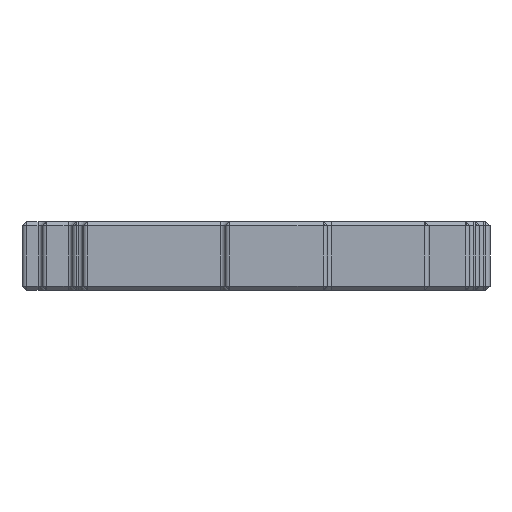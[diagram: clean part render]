
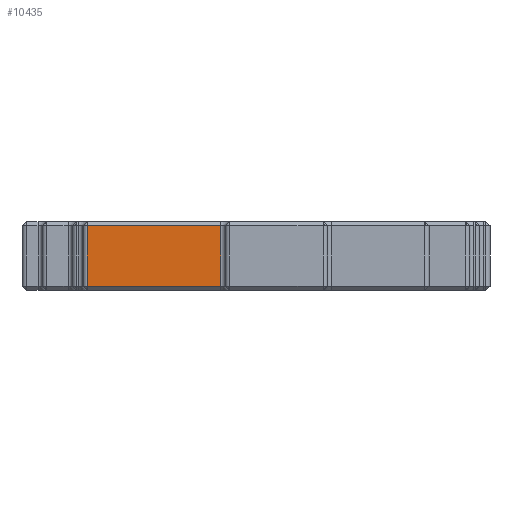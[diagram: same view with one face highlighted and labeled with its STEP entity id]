
A CAD part, left-side view. The second image highlights one B-rep face of the part: STEP entity #10435.
In plain terms, the highlighted planar face has unit normal (-1, 0, 0).
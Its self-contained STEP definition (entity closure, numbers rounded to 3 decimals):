
#986=FACE_OUTER_BOUND('',#1575,.T.);
#1575=EDGE_LOOP('',(#7361,#7362,#7363,#7364));
#2289=LINE('',#15708,#3386);
#2334=LINE('',#15834,#3431);
#2335=LINE('',#15838,#3432);
#2336=LINE('',#15839,#3433);
#3386=VECTOR('',#12478,10.);
#3431=VECTOR('',#12623,10.);
#3432=VECTOR('',#12628,10.);
#3433=VECTOR('',#12629,10.);
#4455=VERTEX_POINT('',#15702);
#4457=VERTEX_POINT('',#15706);
#4488=VERTEX_POINT('',#15833);
#4489=VERTEX_POINT('',#15837);
#5538=EDGE_CURVE('',#4457,#4455,#2289,.T.);
#5601=EDGE_CURVE('',#4455,#4488,#2334,.T.);
#5603=EDGE_CURVE('',#4457,#4489,#2335,.T.);
#5604=EDGE_CURVE('',#4488,#4489,#2336,.T.);
#7361=ORIENTED_EDGE('',*,*,#5538,.F.);
#7362=ORIENTED_EDGE('',*,*,#5603,.T.);
#7363=ORIENTED_EDGE('',*,*,#5604,.F.);
#7364=ORIENTED_EDGE('',*,*,#5601,.F.);
#10079=PLANE('',#11121);
#10435=ADVANCED_FACE('',(#986),#10079,.T.);
#11121=AXIS2_PLACEMENT_3D('',#15836,#12626,#12627);
#12478=DIRECTION('',(0.,1.,0.));
#12623=DIRECTION('',(0.,0.,1.));
#12626=DIRECTION('center_axis',(-1.,0.,0.));
#12627=DIRECTION('ref_axis',(0.,-1.,0.));
#12628=DIRECTION('',(0.,0.,1.));
#12629=DIRECTION('',(0.,-1.,0.));
#15702=CARTESIAN_POINT('',(40.599,113.552,1.));
#15706=CARTESIAN_POINT('',(40.599,82.214,1.));
#15708=CARTESIAN_POINT('',(40.599,93.764,1.));
#15833=CARTESIAN_POINT('',(40.599,113.552,15.1));
#15834=CARTESIAN_POINT('',(40.599,113.552,8.6));
#15836=CARTESIAN_POINT('Origin',(40.599,113.552,8.6));
#15837=CARTESIAN_POINT('',(40.599,82.214,15.1));
#15838=CARTESIAN_POINT('',(40.599,82.214,8.6));
#15839=CARTESIAN_POINT('',(40.599,93.764,15.1));
